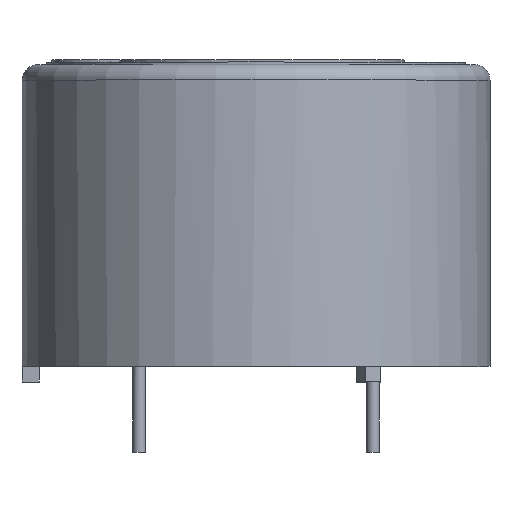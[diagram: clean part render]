
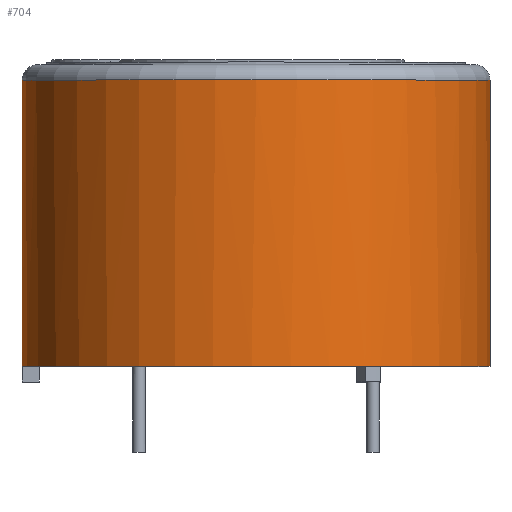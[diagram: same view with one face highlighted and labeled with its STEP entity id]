
A CAD part, top view. The second image highlights one B-rep face of the part: STEP entity #704.
In plain terms, the highlighted cylindrical face has radius 15 mm (diameter 30 mm), a full revolution.
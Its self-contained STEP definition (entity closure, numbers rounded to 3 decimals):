
#91=FACE_OUTER_BOUND('',#136,.T.);
#136=EDGE_LOOP('',(#594,#595,#596,#597,#598,#599,#600,#601,#602,#603));
#188=LINE('',#1360,#234);
#234=VECTOR('',#1016,15.);
#250=CIRCLE('',#766,15.);
#254=CIRCLE('',#775,15.);
#258=CIRCLE('',#784,15.);
#259=CIRCLE('',#786,15.);
#263=CIRCLE('',#791,15.);
#264=CIRCLE('',#792,15.);
#265=CIRCLE('',#794,15.);
#271=CIRCLE('',#806,15.);
#301=VERTEX_POINT('',#1251);
#303=VERTEX_POINT('',#1257);
#311=VERTEX_POINT('',#1280);
#313=VERTEX_POINT('',#1286);
#321=VERTEX_POINT('',#1309);
#323=VERTEX_POINT('',#1315);
#326=VERTEX_POINT('',#1331);
#331=VERTEX_POINT('',#1354);
#376=EDGE_CURVE('',#301,#303,#250,.T.);
#390=EDGE_CURVE('',#311,#313,#254,.T.);
#404=EDGE_CURVE('',#321,#323,#258,.T.);
#405=EDGE_CURVE('',#313,#321,#259,.T.);
#409=EDGE_CURVE('',#323,#326,#263,.T.);
#410=EDGE_CURVE('',#326,#301,#264,.T.);
#411=EDGE_CURVE('',#303,#311,#265,.T.);
#420=EDGE_CURVE('',#331,#331,#271,.T.);
#423=EDGE_CURVE('',#331,#326,#188,.T.);
#594=ORIENTED_EDGE('',*,*,#420,.F.);
#595=ORIENTED_EDGE('',*,*,#423,.T.);
#596=ORIENTED_EDGE('',*,*,#409,.F.);
#597=ORIENTED_EDGE('',*,*,#404,.F.);
#598=ORIENTED_EDGE('',*,*,#405,.F.);
#599=ORIENTED_EDGE('',*,*,#390,.F.);
#600=ORIENTED_EDGE('',*,*,#411,.F.);
#601=ORIENTED_EDGE('',*,*,#376,.F.);
#602=ORIENTED_EDGE('',*,*,#410,.F.);
#603=ORIENTED_EDGE('',*,*,#423,.F.);
#618=CYLINDRICAL_SURFACE('',#809,15.);
#704=ADVANCED_FACE('',(#91),#618,.T.);
#766=AXIS2_PLACEMENT_3D('',#1265,#905,#906);
#775=AXIS2_PLACEMENT_3D('',#1294,#933,#934);
#784=AXIS2_PLACEMENT_3D('',#1323,#961,#962);
#786=AXIS2_PLACEMENT_3D('',#1325,#965,#966);
#791=AXIS2_PLACEMENT_3D('',#1332,#975,#976);
#792=AXIS2_PLACEMENT_3D('',#1333,#977,#978);
#794=AXIS2_PLACEMENT_3D('',#1335,#981,#982);
#806=AXIS2_PLACEMENT_3D('',#1355,#1008,#1009);
#809=AXIS2_PLACEMENT_3D('',#1359,#1014,#1015);
#905=DIRECTION('center_axis',(0.,-1.,0.));
#906=DIRECTION('ref_axis',(-1.,0.,0.));
#933=DIRECTION('center_axis',(0.,-1.,0.));
#934=DIRECTION('ref_axis',(-1.,0.,0.));
#961=DIRECTION('center_axis',(0.,-1.,0.));
#962=DIRECTION('ref_axis',(-1.,0.,0.));
#965=DIRECTION('center_axis',(0.,-1.,0.));
#966=DIRECTION('ref_axis',(-1.,0.,0.));
#975=DIRECTION('center_axis',(0.,-1.,0.));
#976=DIRECTION('ref_axis',(-1.,0.,0.));
#977=DIRECTION('center_axis',(0.,-1.,0.));
#978=DIRECTION('ref_axis',(-1.,0.,0.));
#981=DIRECTION('center_axis',(0.,-1.,0.));
#982=DIRECTION('ref_axis',(-1.,0.,0.));
#1008=DIRECTION('center_axis',(0.,1.,0.));
#1009=DIRECTION('ref_axis',(-1.,0.,0.));
#1014=DIRECTION('center_axis',(0.,1.,0.));
#1015=DIRECTION('ref_axis',(-1.,0.,0.));
#1016=DIRECTION('',(0.,-1.,0.));
#1251=CARTESIAN_POINT('',(8.003,-9.762,12.693));
#1257=CARTESIAN_POINT('',(7.008,-9.762,13.268));
#1265=CARTESIAN_POINT('Origin',(0.011,-9.762,0.));
#1280=CARTESIAN_POINT('',(-14.978,-9.762,0.575));
#1286=CARTESIAN_POINT('',(-14.978,-9.762,-0.575));
#1294=CARTESIAN_POINT('Origin',(0.011,-9.762,0.));
#1309=CARTESIAN_POINT('',(7.008,-9.762,-13.268));
#1315=CARTESIAN_POINT('',(8.003,-9.762,-12.693));
#1323=CARTESIAN_POINT('Origin',(0.011,-9.762,0.));
#1325=CARTESIAN_POINT('Origin',(0.011,-9.762,0.));
#1331=CARTESIAN_POINT('',(15.011,-9.762,0.));
#1332=CARTESIAN_POINT('Origin',(0.011,-9.762,0.));
#1333=CARTESIAN_POINT('Origin',(0.011,-9.762,0.));
#1335=CARTESIAN_POINT('Origin',(0.011,-9.762,0.));
#1354=CARTESIAN_POINT('',(15.011,8.588,0.));
#1355=CARTESIAN_POINT('Origin',(0.011,8.588,0.));
#1359=CARTESIAN_POINT('Origin',(0.011,-9.762,0.));
#1360=CARTESIAN_POINT('',(15.011,-9.762,0.));
